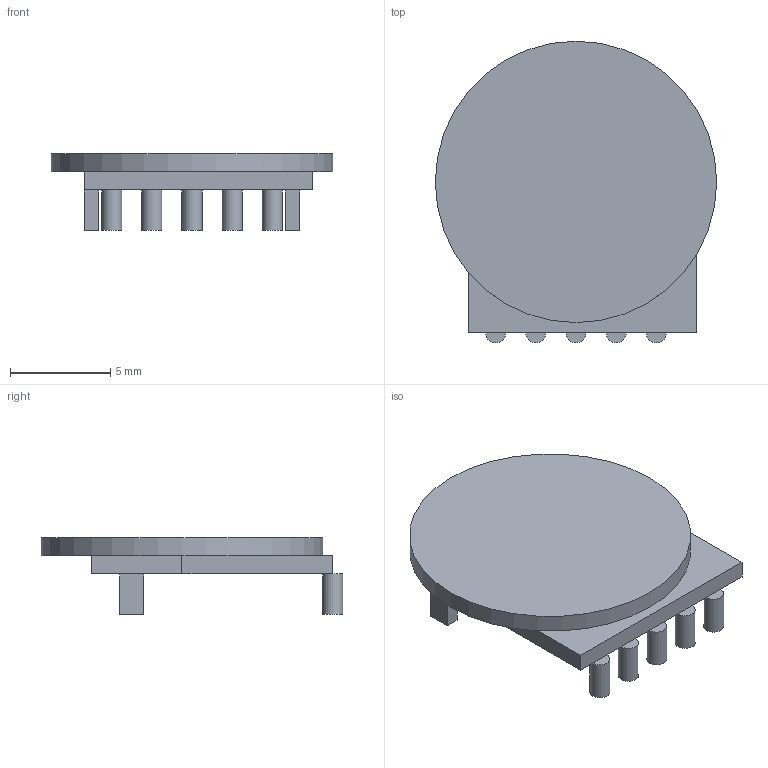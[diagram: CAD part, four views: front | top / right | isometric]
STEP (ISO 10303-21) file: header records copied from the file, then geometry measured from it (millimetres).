
FILE_DESCRIPTION(('FreeCAD Model'),'2;1');
FILE_NAME('Open CASCADE Shape Model','2024-01-02T10:07:36',(''),(''), 'Open CASCADE STEP processor 7.6','FreeCAD','Unknown');
FILE_SCHEMA(('AUTOMOTIVE_DESIGN { 1 0 10303 214 1 1 1 1 }'));
Length unit declared in the file: millimetre
Products named in the file (11): RK10J12R0A0B; Cylinder; Cube; Cube001; Cube002; Cube003; Cylinder001; Cylinder002; Cylinder003; Cylinder004; Cylinder005
Assembly tree (10 placements, depth 2):
  RK10J12R0A0B
    Cylinder
    Cube
    Cube001
    Cube002
    Cube003
    Cylinder001
    Cylinder002
    Cylinder003
    Cylinder004
    Cylinder005
Bounding box: 14 x 15 x 3.8 mm (x, y, z)
Volume: 304.9 mm3; surface area: 817.7 mm2
Topology: 10 solids, 10 shells, 42 faces, 66 edges, 44 vertices
Faces by surface type: plane 36, cylinder 6
Full cylindrical faces by diameter (mm): 1 x5, 14 x1
Entity records: 1218 total; most frequent: DIRECTION 184, CARTESIAN_POINT 163, ORIENTED_EDGE 132, EDGE_CURVE 66, AXIS2_PLACEMENT_3D 65, LINE 54, VECTOR 54, VERTEX_POINT 44
